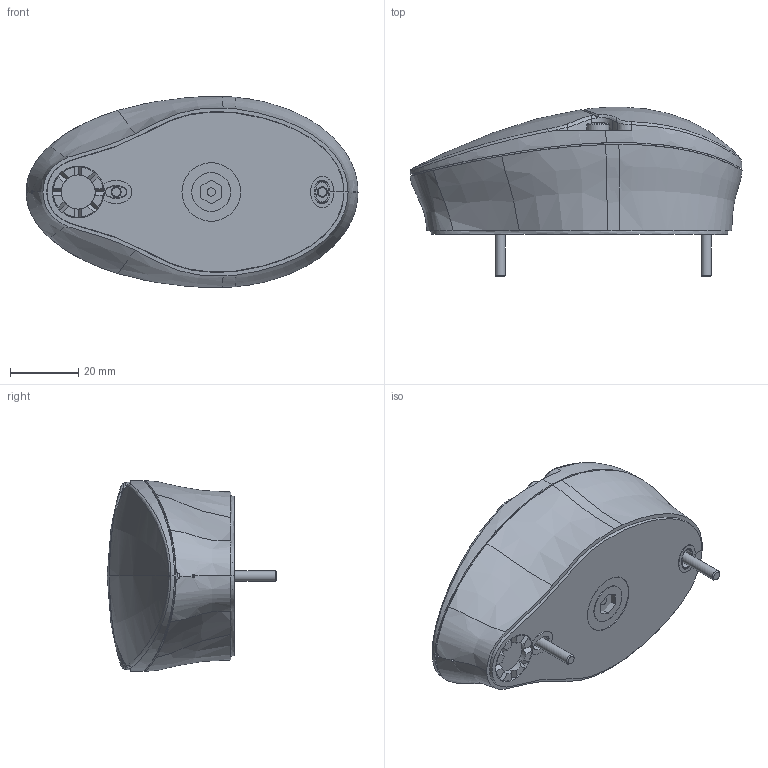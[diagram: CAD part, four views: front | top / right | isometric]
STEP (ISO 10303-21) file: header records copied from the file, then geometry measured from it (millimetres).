
FILE_DESCRIPTION(/* description */ (''),/* implementation_level */ '2;1');
FILE_NAME(/* name */ 'PD_98_20070827_ks',/* time_stamp */ '2007-08-28T08:16:42+02:00',/* author */ (''),/* organization */ (''),/* preprocessor_version */ 'ST-DEVELOPER v9',/* originating_system */ 'UGS - NX 4.0',/* authorisation */ '');
FILE_SCHEMA (('AUTOMOTIVE_DESIGN { 1 0 10303 214 1 1 1 1 }'));
Products named in the file (1): Admi93EEgyi5
Bounding box: 97.48 x 49.81 x 56.11 mm (x, y, z)
Volume: 21564.8 mm3; surface area: 46082.4 mm2
Topology: 16 solids, 17 shells, 1801 faces, 4900 edges, 3148 vertices
Faces by surface type: plane 611, bspline 586, cylinder 243, cone 131, torus 101, extrusion 86, sphere 41, revolution 2
Full cylindrical faces by diameter (mm): 0.8 x1, 1.6 x1, 2.8 x1, 3 x5, 3.2 x3, 3.5 x5, 6 x1, 6.5 x4, 10 x1, 17.2 x1
Entity records: 140121 total; most frequent: CARTESIAN_POINT 101412, ORIENTED_EDGE 9550, DIRECTION 5611, EDGE_CURVE 4775, VERTEX_POINT 3106, B_SPLINE_CURVE_WITH_KNOTS 2256, AXIS2_PLACEMENT_3D 1955, EDGE_LOOP 1937
